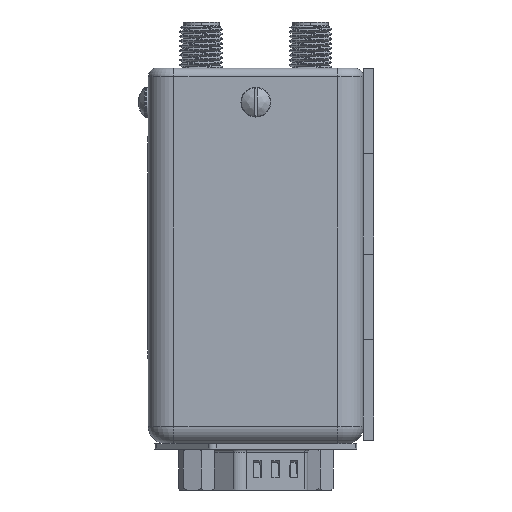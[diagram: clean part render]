
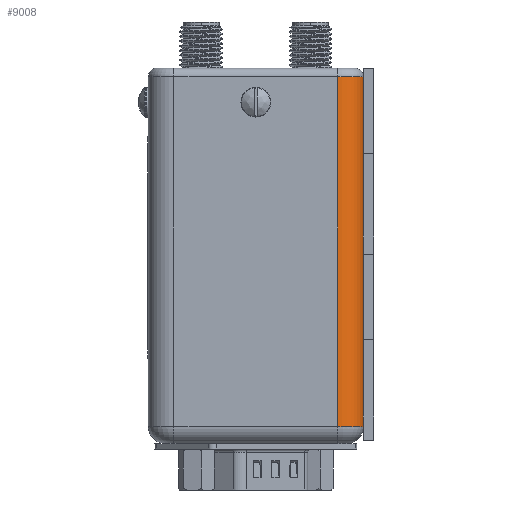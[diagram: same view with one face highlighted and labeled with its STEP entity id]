
A CAD part, left-side view. The second image highlights one B-rep face of the part: STEP entity #9008.
In plain terms, the highlighted cylindrical face has radius 3.81 mm (diameter 7.62 mm), a partial arc.
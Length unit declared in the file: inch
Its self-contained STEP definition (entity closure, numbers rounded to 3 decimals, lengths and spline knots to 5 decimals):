
#57 = CARTESIAN_POINT ( 'NONE',  ( -0.63, -0.48, -2.1 ) ) ;
#1560 = EDGE_CURVE ( 'NONE', #10508, #12182, #17652, .T. ) ;
#2550 = FACE_OUTER_BOUND ( 'NONE', #6538, .T. ) ;
#3517 = ORIENTED_EDGE ( 'NONE', *, *, #1560, .T. ) ;
#4973 = DIRECTION ( 'NONE',  ( 1., 0., 0. ) ) ;
#5234 = DIRECTION ( 'NONE',  ( 0., 0., -1. ) ) ;
#6042 = CARTESIAN_POINT ( 'NONE',  ( -0.48, -0.48, -2.1 ) ) ;
#6538 = EDGE_LOOP ( 'NONE', ( #8450, #21168, #19473, #3517 ) ) ;
#7254 = CARTESIAN_POINT ( 'NONE',  ( -0.48, -0.48, -2.2 ) ) ;
#8035 = DIRECTION ( 'NONE',  ( 0., 0., 1. ) ) ;
#8450 = ORIENTED_EDGE ( 'NONE', *, *, #17404, .F. ) ;
#9008 = ADVANCED_FACE ( 'NONE', ( #2550 ), #11238, .T. ) ;
#9483 = LINE ( 'NONE', #18538, #17999 ) ;
#10508 = VERTEX_POINT ( 'NONE', #23866 ) ;
#11238 = CYLINDRICAL_SURFACE ( 'NONE', #22018, 0.15 ) ;
#11604 = DIRECTION ( 'NONE',  ( 0., 0., 1. ) ) ;
#12182 = VERTEX_POINT ( 'NONE', #20572 ) ;
#13127 = AXIS2_PLACEMENT_3D ( 'NONE', #17745, #5234, #13908 ) ;
#13908 = DIRECTION ( 'NONE',  ( 1., 0., 0. ) ) ;
#15318 = EDGE_CURVE ( 'NONE', #20170, #10508, #9483, .T. ) ;
#15914 = EDGE_CURVE ( 'NONE', #19833, #20170, #19390, .T. ) ;
#16265 = VECTOR ( 'NONE', #19564, 39.37008 ) ;
#16674 = AXIS2_PLACEMENT_3D ( 'NONE', #6042, #8035, #18675 ) ;
#17404 = EDGE_CURVE ( 'NONE', #19833, #12182, #20128, .T. ) ;
#17652 = CIRCLE ( 'NONE', #13127, 0.15 ) ;
#17745 = CARTESIAN_POINT ( 'NONE',  ( -0.48, -0.48, -0.05 ) ) ;
#17999 = VECTOR ( 'NONE', #11604, 39.37008 ) ;
#18538 = CARTESIAN_POINT ( 'NONE',  ( -0.48, -0.63, -2.2 ) ) ;
#18675 = DIRECTION ( 'NONE',  ( 1., 0., 0. ) ) ;
#19390 = CIRCLE ( 'NONE', #16674, 0.15 ) ;
#19473 = ORIENTED_EDGE ( 'NONE', *, *, #15318, .T. ) ;
#19564 = DIRECTION ( 'NONE',  ( 0., 0., 1. ) ) ;
#19833 = VERTEX_POINT ( 'NONE', #57 ) ;
#20128 = LINE ( 'NONE', #21988, #16265 ) ;
#20170 = VERTEX_POINT ( 'NONE', #23336 ) ;
#20572 = CARTESIAN_POINT ( 'NONE',  ( -0.63, -0.48, -0.05 ) ) ;
#21168 = ORIENTED_EDGE ( 'NONE', *, *, #15914, .T. ) ;
#21988 = CARTESIAN_POINT ( 'NONE',  ( -0.63, -0.48, -2.2 ) ) ;
#22018 = AXIS2_PLACEMENT_3D ( 'NONE', #7254, #24474, #4973 ) ;
#23336 = CARTESIAN_POINT ( 'NONE',  ( -0.48, -0.63, -2.1 ) ) ;
#23866 = CARTESIAN_POINT ( 'NONE',  ( -0.48, -0.63, -0.05 ) ) ;
#24474 = DIRECTION ( 'NONE',  ( 0., 0., 1. ) ) ;
